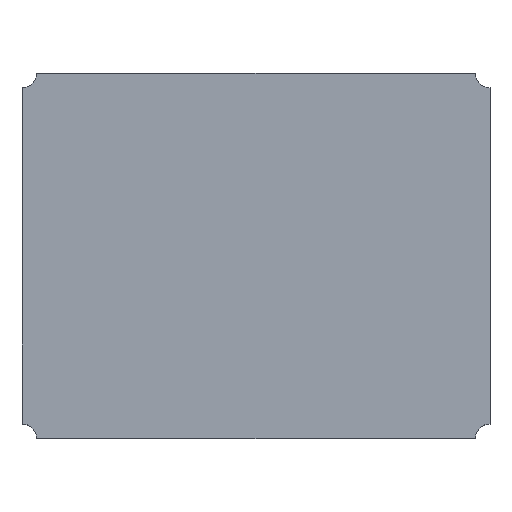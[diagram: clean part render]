
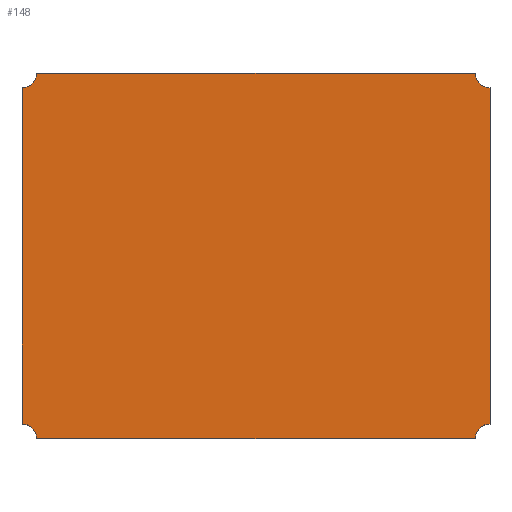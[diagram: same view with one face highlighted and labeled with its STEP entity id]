
A CAD part, top view. The second image highlights one B-rep face of the part: STEP entity #148.
In plain terms, the highlighted planar face has unit normal (0, 0, 1).
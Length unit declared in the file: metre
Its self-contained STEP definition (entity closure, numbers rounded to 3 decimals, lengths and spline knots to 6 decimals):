
#124 = EDGE_CURVE( '', #321, #322, #323, .T. );
#132 = EDGE_CURVE( '', #335, #336, #337, .T. );
#140 = EDGE_CURVE( '', #321, #314, #349, .T. );
#148 = ADVANCED_FACE( '', ( #361 ), #362, .F. );
#170 = EDGE_CURVE( '', #335, #322, #392, .T. );
#176 = EDGE_CURVE( '', #343, #336, #399, .T. );
#188 = EDGE_CURVE( '', #415, #314, #416, .T. );
#248 = EDGE_CURVE( '', #343, #452, #488, .T. );
#256 = EDGE_CURVE( '', #415, #452, #497, .T. );
#314 = VERTEX_POINT( '', #560 );
#321 = VERTEX_POINT( '', #571 );
#322 = VERTEX_POINT( '', #572 );
#323 = LINE( '', #573, #574 );
#335 = VERTEX_POINT( '', #591 );
#336 = VERTEX_POINT( '', #592 );
#337 = LINE( '', #593, #594 );
#343 = VERTEX_POINT( '', #602 );
#349 = CIRCLE( '', #610, 0.0001 );
#361 = FACE_OUTER_BOUND( '', #626, .T. );
#362 = PLANE( '', #627 );
#392 = CIRCLE( '', #672, 0.0001 );
#399 = CIRCLE( '', #683, 0.0001 );
#415 = VERTEX_POINT( '', #703 );
#416 = LINE( '', #704, #705 );
#452 = VERTEX_POINT( '', #760 );
#488 = LINE( '', #819, #820 );
#497 = CIRCLE( '', #834, 0.0001 );
#560 = CARTESIAN_POINT( '', ( -0.0016, -0.00115, 0.000767 ) );
#571 = CARTESIAN_POINT( '', ( -0.0015, -0.00125, 0.000767 ) );
#572 = CARTESIAN_POINT( '', ( 0.0015, -0.00125, 0.000767 ) );
#573 = CARTESIAN_POINT( '', ( -0.0016, -0.00125, 0.000767 ) );
#574 = VECTOR( '', #878, 1. );
#591 = CARTESIAN_POINT( '', ( 0.0016, -0.00115, 0.000767 ) );
#592 = CARTESIAN_POINT( '', ( 0.0016, 0.00115, 0.000767 ) );
#593 = CARTESIAN_POINT( '', ( 0.0016, -0.00125, 0.000767 ) );
#594 = VECTOR( '', #897, 1. );
#602 = CARTESIAN_POINT( '', ( 0.0015, 0.00125, 0.000767 ) );
#610 = AXIS2_PLACEMENT_3D( '', #910, #911, #912 );
#626 = EDGE_LOOP( '', ( #924, #925, #926, #927, #928, #929, #930, #931 ) );
#627 = AXIS2_PLACEMENT_3D( '', #932, #933, #934 );
#672 = AXIS2_PLACEMENT_3D( '', #972, #973, #974 );
#683 = AXIS2_PLACEMENT_3D( '', #979, #980, #981 );
#703 = CARTESIAN_POINT( '', ( -0.0016, 0.00115, 0.000767 ) );
#704 = CARTESIAN_POINT( '', ( -0.0016, -0.00125, 0.000767 ) );
#705 = VECTOR( '', #1015, 1. );
#760 = CARTESIAN_POINT( '', ( -0.0015, 0.00125, 0.000767 ) );
#819 = CARTESIAN_POINT( '', ( -0.0016, 0.00125, 0.000767 ) );
#820 = VECTOR( '', #1107, 1. );
#834 = AXIS2_PLACEMENT_3D( '', #1118, #1119, #1120 );
#878 = DIRECTION( '', ( 1., 0., 0. ) );
#897 = DIRECTION( '', ( 0., 1., 0. ) );
#910 = CARTESIAN_POINT( '', ( -0.0016, -0.00125, 0.000767 ) );
#911 = DIRECTION( '', ( 0., 0., 1. ) );
#912 = DIRECTION( '', ( 0., 1., 0. ) );
#924 = ORIENTED_EDGE( '', *, *, #132, .T. );
#925 = ORIENTED_EDGE( '', *, *, #176, .F. );
#926 = ORIENTED_EDGE( '', *, *, #248, .T. );
#927 = ORIENTED_EDGE( '', *, *, #256, .F. );
#928 = ORIENTED_EDGE( '', *, *, #188, .T. );
#929 = ORIENTED_EDGE( '', *, *, #140, .F. );
#930 = ORIENTED_EDGE( '', *, *, #124, .T. );
#931 = ORIENTED_EDGE( '', *, *, #170, .F. );
#932 = CARTESIAN_POINT( '', ( 0., 0., 0.000767 ) );
#933 = DIRECTION( '', ( 0., 0., -1. ) );
#934 = DIRECTION( '', ( 0., -1., 0. ) );
#972 = CARTESIAN_POINT( '', ( 0.0016, -0.00125, 0.000767 ) );
#973 = DIRECTION( '', ( 0., 0., 1. ) );
#974 = DIRECTION( '', ( 0., 1., 0. ) );
#979 = CARTESIAN_POINT( '', ( 0.0016, 0.00125, 0.000767 ) );
#980 = DIRECTION( '', ( 0., 0., 1. ) );
#981 = DIRECTION( '', ( 0., 1., 0. ) );
#1015 = DIRECTION( '', ( 0., -1., 0. ) );
#1107 = DIRECTION( '', ( -1., 0., 0. ) );
#1118 = CARTESIAN_POINT( '', ( -0.0016, 0.00125, 0.000767 ) );
#1119 = DIRECTION( '', ( 0., 0., 1. ) );
#1120 = DIRECTION( '', ( 0., 1., 0. ) );
